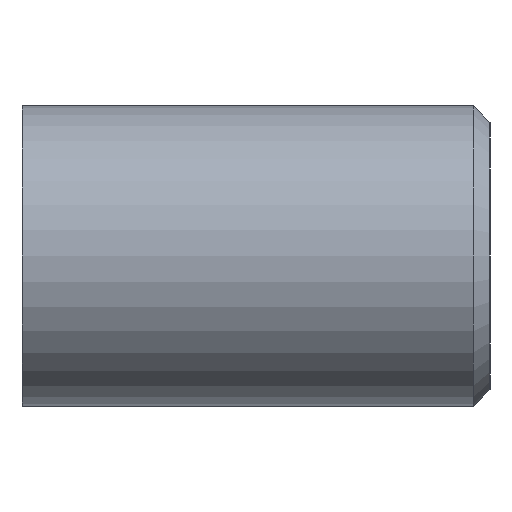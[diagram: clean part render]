
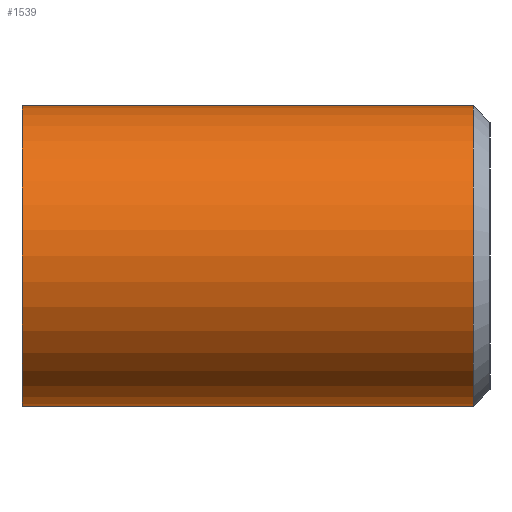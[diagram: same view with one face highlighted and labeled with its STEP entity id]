
A CAD part, left-side view. The second image highlights one B-rep face of the part: STEP entity #1539.
In plain terms, the highlighted cylindrical face has radius 2.25 mm (diameter 4.5 mm), a partial arc.
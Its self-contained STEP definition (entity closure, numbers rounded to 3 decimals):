
#60 = LINE ( 'NONE', #331, #178 ) ;
#63 = DIRECTION ( 'NONE',  ( 0., 1., 0. ) ) ;
#66 = EDGE_CURVE ( 'NONE', #1124, #995, #973, .T. ) ;
#73 = ORIENTED_EDGE ( 'NONE', *, *, #119, .T. ) ;
#75 = CARTESIAN_POINT ( 'NONE',  ( -15.24, -3.75, 0. ) ) ;
#116 = AXIS2_PLACEMENT_3D ( 'NONE', #211, #63, #1006 ) ;
#119 = EDGE_CURVE ( 'NONE', #1246, #543, #1438, .T. ) ;
#135 = CARTESIAN_POINT ( 'NONE',  ( -15.24, -3.75, 2.25 ) ) ;
#178 = VECTOR ( 'NONE', #593, 1000. ) ;
#211 = CARTESIAN_POINT ( 'NONE',  ( -15.24, 3., 0. ) ) ;
#236 = CARTESIAN_POINT ( 'NONE',  ( -15.24, 3., -2.25 ) ) ;
#331 = CARTESIAN_POINT ( 'NONE',  ( -15.24, 3., -2.25 ) ) ;
#338 = ORIENTED_EDGE ( 'NONE', *, *, #1709, .T. ) ;
#409 = FACE_OUTER_BOUND ( 'NONE', #820, .T. ) ;
#424 = CYLINDRICAL_SURFACE ( 'NONE', #750, 2.25 ) ;
#494 = VECTOR ( 'NONE', #1476, 1000. ) ;
#543 = VERTEX_POINT ( 'NONE', #135 ) ;
#555 = LINE ( 'NONE', #1486, #494 ) ;
#577 = DIRECTION ( 'NONE',  ( 0., -1., 0. ) ) ;
#593 = DIRECTION ( 'NONE',  ( 0., -1., 0. ) ) ;
#689 = DIRECTION ( 'NONE',  ( 0., 0., -1. ) ) ;
#701 = CARTESIAN_POINT ( 'NONE',  ( -15.24, -3.75, -2.25 ) ) ;
#750 = AXIS2_PLACEMENT_3D ( 'NONE', #994, #577, #689 ) ;
#820 = EDGE_LOOP ( 'NONE', ( #1072, #1279, #338, #73 ) ) ;
#931 = AXIS2_PLACEMENT_3D ( 'NONE', #75, #1714, #1027 ) ;
#973 = CIRCLE ( 'NONE', #116, 2.25 ) ;
#994 = CARTESIAN_POINT ( 'NONE',  ( -15.24, 3., 0. ) ) ;
#995 = VERTEX_POINT ( 'NONE', #1311 ) ;
#1006 = DIRECTION ( 'NONE',  ( 0., 0., 1. ) ) ;
#1027 = DIRECTION ( 'NONE',  ( 0., 0., 1. ) ) ;
#1072 = ORIENTED_EDGE ( 'NONE', *, *, #1757, .F. ) ;
#1124 = VERTEX_POINT ( 'NONE', #236 ) ;
#1246 = VERTEX_POINT ( 'NONE', #701 ) ;
#1279 = ORIENTED_EDGE ( 'NONE', *, *, #66, .F. ) ;
#1311 = CARTESIAN_POINT ( 'NONE',  ( -15.24, 3., 2.25 ) ) ;
#1438 = CIRCLE ( 'NONE', #931, 2.25 ) ;
#1476 = DIRECTION ( 'NONE',  ( 0., -1., 0. ) ) ;
#1486 = CARTESIAN_POINT ( 'NONE',  ( -15.24, 3., 2.25 ) ) ;
#1539 = ADVANCED_FACE ( 'NONE', ( #409 ), #424, .T. ) ;
#1709 = EDGE_CURVE ( 'NONE', #1124, #1246, #60, .T. ) ;
#1714 = DIRECTION ( 'NONE',  ( 0., 1., 0. ) ) ;
#1757 = EDGE_CURVE ( 'NONE', #995, #543, #555, .T. ) ;
